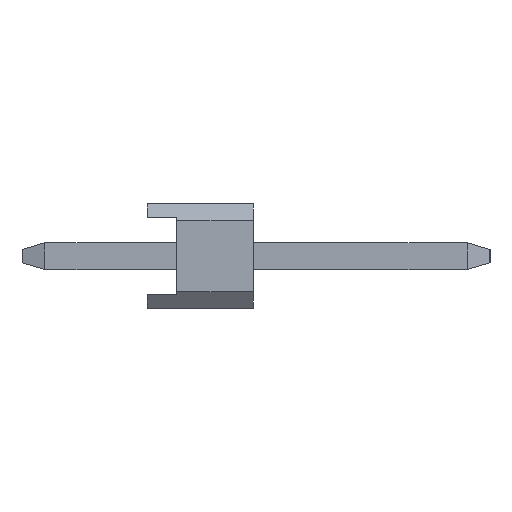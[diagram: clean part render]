
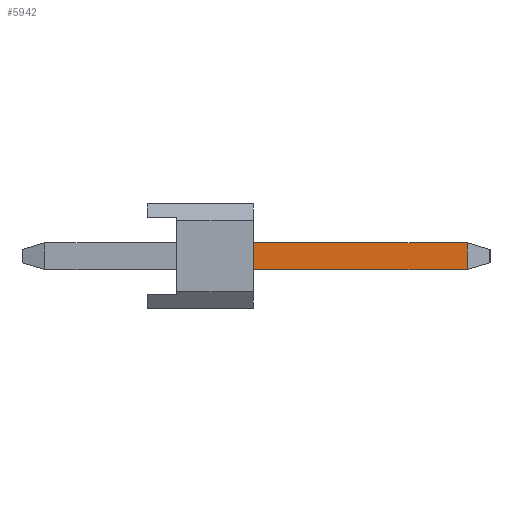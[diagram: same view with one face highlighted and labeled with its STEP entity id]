
A CAD part, left-side view. The second image highlights one B-rep face of the part: STEP entity #5942.
In plain terms, the highlighted planar face has unit normal (-1, 0, 0).
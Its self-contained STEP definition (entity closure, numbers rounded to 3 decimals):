
#2904=VERTEX_POINT('',#7868);
#3342=VERTEX_POINT('',#8345);
#4566=VERTEX_POINT('',#9687);
#4770=VERTEX_POINT('',#9922);
#5246=EDGE_CURVE('',#3342,#2904,#10468,.T.);
#5296=EDGE_CURVE('',#2904,#4770,#10520,.T.);
#5942=ADVANCED_FACE('',(#11224),#11225,.T.);
#6832=EDGE_CURVE('',#4770,#4566,#12201,.T.);
#6868=EDGE_CURVE('',#4566,#3342,#12240,.T.);
#7868=CARTESIAN_POINT('',(-19.37,-2.54,-0.32));
#8345=CARTESIAN_POINT('',(-19.37,-7.654,-0.32));
#9687=CARTESIAN_POINT('',(-19.37,-7.654,0.32));
#9922=CARTESIAN_POINT('',(-19.37,-2.54,0.32));
#10468=LINE('',#17280,#17281);
#10520=LINE('',#17362,#17363);
#11224=FACE_OUTER_BOUND('',#18399,.T.);
#11225=PLANE('',#18400);
#12201=LINE('',#19789,#19790);
#12240=LINE('',#19850,#19851);
#17280=CARTESIAN_POINT('',(-19.37,2.454,-0.32));
#17281=VECTOR('',#23876,1.0);
#17362=CARTESIAN_POINT('',(-19.37,-2.54,0.252));
#17363=VECTOR('',#23907,1.0);
#18399=EDGE_LOOP('',(#24551,#24552,#24553,#24554));
#18400=AXIS2_PLACEMENT_3D('',#24555,#24556,#24557);
#19789=CARTESIAN_POINT('',(-19.37,-2.6,0.32));
#19790=VECTOR('',#25482,1.0);
#19850=CARTESIAN_POINT('',(-19.37,-7.654,0.5));
#19851=VECTOR('',#25521,1.0);
#23876=DIRECTION('',(0.,1.0,0.));
#23907=DIRECTION('',(0.,0.,1.0));
#24551=ORIENTED_EDGE('',*,*,#5296,.F.);
#24552=ORIENTED_EDGE('',*,*,#5246,.F.);
#24553=ORIENTED_EDGE('',*,*,#6868,.F.);
#24554=ORIENTED_EDGE('',*,*,#6832,.F.);
#24555=CARTESIAN_POINT('',(-19.37,2.454,0.5));
#24556=DIRECTION('',(-1.0,0.,0.));
#24557=DIRECTION('',(0.,1.0,0.));
#25482=DIRECTION('',(0.,-1.0,0.));
#25521=DIRECTION('',(0.0,0.,-1.0));
